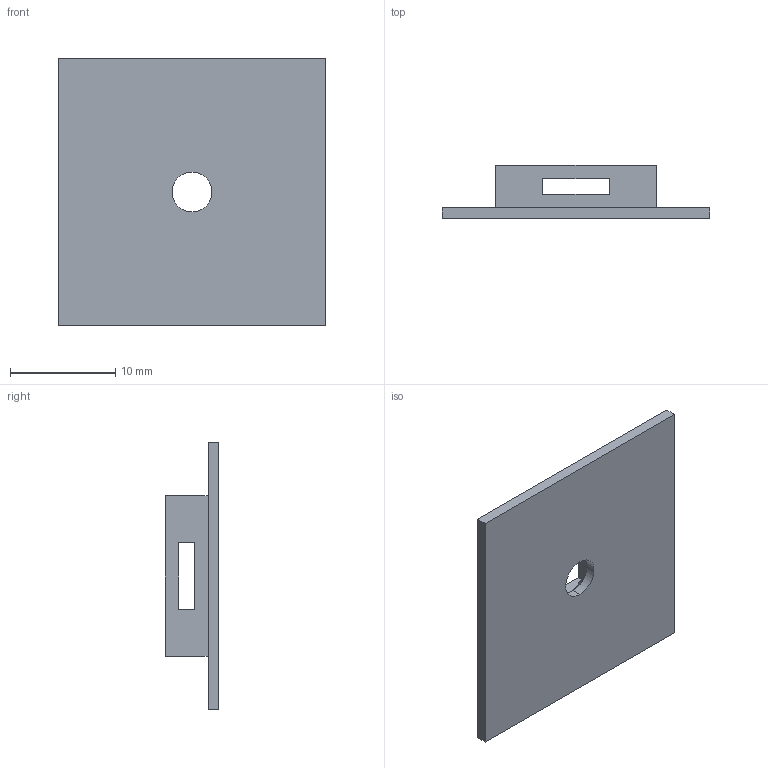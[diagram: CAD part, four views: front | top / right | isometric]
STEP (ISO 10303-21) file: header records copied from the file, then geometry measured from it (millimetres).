
FILE_DESCRIPTION (( 'STEP AP203' ), '1' );
FILE_NAME ('SGABM25-AV-C300.STP', '2019-05-31T20:43:46', ( '' ), ( '' ), 'SwSTEP 2.0', 'SolidWorks 2016', '' );
FILE_SCHEMA (( 'CONFIG_CONTROL_DESIGN' ));
Length unit declared in the file: inch
Products named in the file (2): SGABM25-AV-C300; SGABM25_2
Assembly tree (1 placements, depth 2):
  SGABM25-AV-C300
    SGABM25_2
Bounding box: 25.4 x 5.08 x 25.4 mm (x, y, z)
Volume: 1181.8 mm3; surface area: 1841.1 mm2
Topology: 1 solids, 1 shells, 32 faces, 94 edges, 62 vertices
Faces by surface type: plane 28, cylinder 2, cone 2
Entity records: 1268 total; most frequent: CARTESIAN_POINT 192, ORIENTED_EDGE 188, DIRECTION 172, EDGE_CURVE 94, VECTOR 88, LINE 88, VERTEX_POINT 62, AXIS2_PLACEMENT_3D 42
